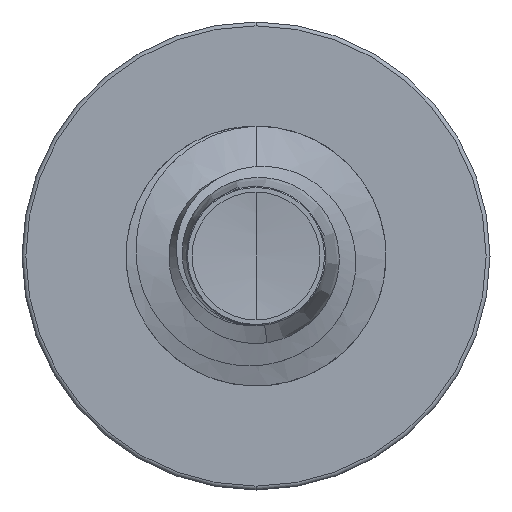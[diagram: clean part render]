
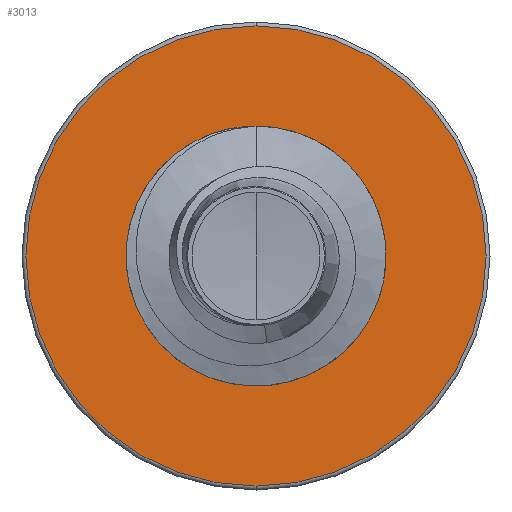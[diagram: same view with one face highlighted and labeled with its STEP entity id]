
A CAD part, front view. The second image highlights one B-rep face of the part: STEP entity #3013.
In plain terms, the highlighted planar face has unit normal (0, -1, 0).
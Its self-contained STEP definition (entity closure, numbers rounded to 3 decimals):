
#150 = ORIENTED_EDGE ( 'NONE', *, *, #9867, .T. ) ;
#677 = VERTEX_POINT ( 'NONE', #3675 ) ;
#867 = EDGE_LOOP ( 'NONE', ( #11439, #8204 ) ) ;
#1897 = DIRECTION ( 'NONE',  ( 0., 0., 1. ) ) ;
#1913 = DIRECTION ( 'NONE',  ( 0., 1., 0. ) ) ;
#1919 = CIRCLE ( 'NONE', #10450, 5.31 ) ;
#1967 = PLANE ( 'NONE',  #4398 ) ;
#1984 = CARTESIAN_POINT ( 'NONE',  ( 0., 9., -2.842 ) ) ;
#2489 = CARTESIAN_POINT ( 'NONE',  ( 0., 9., 2.842 ) ) ;
#2625 = DIRECTION ( 'NONE',  ( 0., 1., 0. ) ) ;
#2989 = VERTEX_POINT ( 'NONE', #2489 ) ;
#2990 = CARTESIAN_POINT ( 'NONE',  ( 0., 9., -2.842 ) ) ;
#3013 = ADVANCED_FACE ( 'NONE', ( #11817, #8209 ), #1967, .F. ) ;
#3073 = ORIENTED_EDGE ( 'NONE', *, *, #6970, .T. ) ;
#3675 = CARTESIAN_POINT ( 'NONE',  ( 0., 9., -5.31 ) ) ;
#4061 = CARTESIAN_POINT ( 'NONE',  ( 0., 9., 0. ) ) ;
#4398 = AXIS2_PLACEMENT_3D ( 'NONE', #1984, #1913, #1897 ) ;
#5193 = DIRECTION ( 'NONE',  ( 0., 0., 1. ) ) ;
#6012 = CARTESIAN_POINT ( 'NONE',  ( 0., 9., 0. ) ) ;
#6135 = CARTESIAN_POINT ( 'NONE',  ( 0., 9., 0. ) ) ;
#6970 = EDGE_CURVE ( 'NONE', #2989, #9279, #10795, .T. ) ;
#7067 = DIRECTION ( 'NONE',  ( 0., 0., 1. ) ) ;
#7181 = DIRECTION ( 'NONE',  ( 0., 0., 1. ) ) ;
#7424 = AXIS2_PLACEMENT_3D ( 'NONE', #6012, #11566, #7067 ) ;
#7523 = EDGE_LOOP ( 'NONE', ( #3073, #150 ) ) ;
#8165 = CARTESIAN_POINT ( 'NONE',  ( 0., 9., 5.31 ) ) ;
#8204 = ORIENTED_EDGE ( 'NONE', *, *, #10739, .F. ) ;
#8209 = FACE_BOUND ( 'NONE', #7523, .T. ) ;
#8695 = CIRCLE ( 'NONE', #7424, 2.842 ) ;
#8842 = VERTEX_POINT ( 'NONE', #8165 ) ;
#8968 = CARTESIAN_POINT ( 'NONE',  ( 0., 9., 0. ) ) ;
#9069 = EDGE_CURVE ( 'NONE', #8842, #677, #9889, .T. ) ;
#9279 = VERTEX_POINT ( 'NONE', #2990 ) ;
#9711 = DIRECTION ( 'NONE',  ( 0., 0., 1. ) ) ;
#9867 = EDGE_CURVE ( 'NONE', #9279, #2989, #8695, .T. ) ;
#9885 = AXIS2_PLACEMENT_3D ( 'NONE', #4061, #10536, #5193 ) ;
#9889 = CIRCLE ( 'NONE', #9885, 5.31 ) ;
#10450 = AXIS2_PLACEMENT_3D ( 'NONE', #6135, #11631, #7181 ) ;
#10536 = DIRECTION ( 'NONE',  ( 0., 1., 0. ) ) ;
#10739 = EDGE_CURVE ( 'NONE', #677, #8842, #1919, .T. ) ;
#10795 = CIRCLE ( 'NONE', #11429, 2.842 ) ;
#11429 = AXIS2_PLACEMENT_3D ( 'NONE', #8968, #2625, #9711 ) ;
#11439 = ORIENTED_EDGE ( 'NONE', *, *, #9069, .F. ) ;
#11566 = DIRECTION ( 'NONE',  ( 0., 1., 0. ) ) ;
#11631 = DIRECTION ( 'NONE',  ( 0., 1., 0. ) ) ;
#11817 = FACE_OUTER_BOUND ( 'NONE', #867, .T. ) ;
